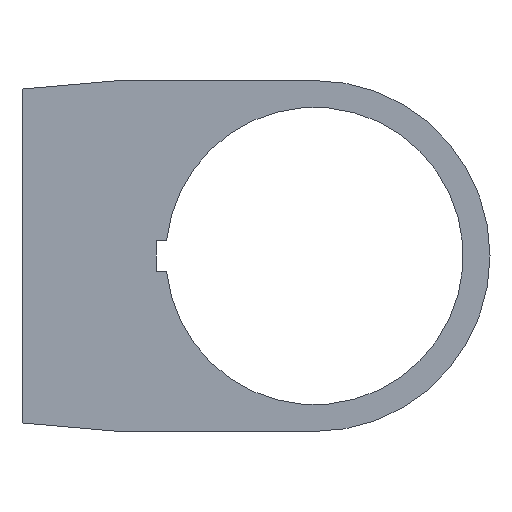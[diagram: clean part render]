
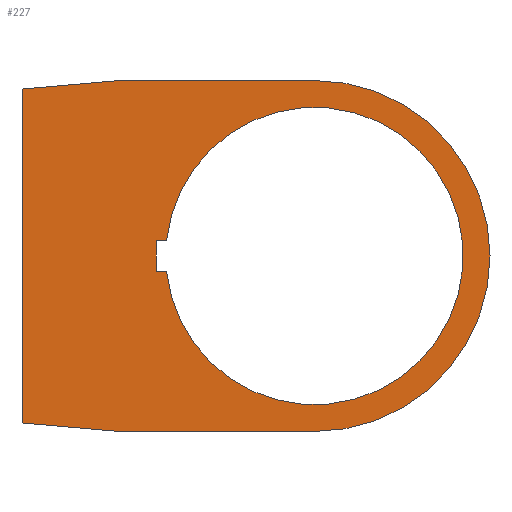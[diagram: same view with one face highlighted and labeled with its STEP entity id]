
A CAD part, left-side view. The second image highlights one B-rep face of the part: STEP entity #227.
In plain terms, the highlighted planar face has unit normal (-1, 0, 0).
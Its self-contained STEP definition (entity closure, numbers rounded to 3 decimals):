
#24=CIRCLE('',#255,18.);
#25=CIRCLE('',#256,15.25);
#36=ORIENTED_EDGE('',*,*,#96,.F.);
#37=ORIENTED_EDGE('',*,*,#97,.F.);
#38=ORIENTED_EDGE('',*,*,#98,.F.);
#39=ORIENTED_EDGE('',*,*,#99,.F.);
#40=ORIENTED_EDGE('',*,*,#100,.F.);
#41=ORIENTED_EDGE('',*,*,#101,.F.);
#42=ORIENTED_EDGE('',*,*,#102,.T.);
#43=ORIENTED_EDGE('',*,*,#103,.T.);
#44=ORIENTED_EDGE('',*,*,#104,.T.);
#45=ORIENTED_EDGE('',*,*,#105,.T.);
#96=EDGE_CURVE('',#126,#127,#144,.T.);
#97=EDGE_CURVE('',#128,#126,#145,.T.);
#98=EDGE_CURVE('',#129,#128,#146,.T.);
#99=EDGE_CURVE('',#130,#129,#147,.T.);
#100=EDGE_CURVE('',#131,#130,#148,.T.);
#101=EDGE_CURVE('',#127,#131,#24,.T.);
#102=EDGE_CURVE('',#132,#133,#149,.T.);
#103=EDGE_CURVE('',#133,#134,#25,.T.);
#104=EDGE_CURVE('',#134,#135,#150,.T.);
#105=EDGE_CURVE('',#135,#132,#151,.T.);
#126=VERTEX_POINT('',#351);
#127=VERTEX_POINT('',#352);
#128=VERTEX_POINT('',#354);
#129=VERTEX_POINT('',#356);
#130=VERTEX_POINT('',#358);
#131=VERTEX_POINT('',#360);
#132=VERTEX_POINT('',#363);
#133=VERTEX_POINT('',#364);
#134=VERTEX_POINT('',#366);
#135=VERTEX_POINT('',#368);
#144=LINE('',#350,#170);
#145=LINE('',#353,#171);
#146=LINE('',#355,#172);
#147=LINE('',#357,#173);
#148=LINE('',#359,#174);
#149=LINE('',#362,#175);
#150=LINE('',#367,#176);
#151=LINE('',#369,#177);
#170=VECTOR('',#285,1000.);
#171=VECTOR('',#286,1000.);
#172=VECTOR('',#287,1000.);
#173=VECTOR('',#288,1000.);
#174=VECTOR('',#289,1000.);
#175=VECTOR('',#292,1000.);
#176=VECTOR('',#295,1000.);
#177=VECTOR('',#296,1000.);
#190=EDGE_LOOP('',(#36,#37,#38,#39,#40,#41));
#191=EDGE_LOOP('',(#42,#43,#44,#45));
#204=FACE_BOUND('',#190,.T.);
#205=FACE_BOUND('',#191,.T.);
#217=PLANE('',#254);
#227=ADVANCED_FACE('',(#204,#205),#217,.F.);
#254=AXIS2_PLACEMENT_3D('',#349,#283,#284);
#255=AXIS2_PLACEMENT_3D('',#361,#290,#291);
#256=AXIS2_PLACEMENT_3D('',#365,#293,#294);
#283=DIRECTION('',(1.,0.,0.));
#284=DIRECTION('',(0.,0.,-1.));
#285=DIRECTION('',(0.,-1.,0.));
#286=DIRECTION('',(0.,-0.996,0.087));
#287=DIRECTION('',(0.,0.,1.));
#288=DIRECTION('',(0.,0.996,0.087));
#289=DIRECTION('',(0.,1.,0.));
#290=DIRECTION('',(1.,0.,0.));
#291=DIRECTION('',(0.,0.,-1.));
#292=DIRECTION('',(0.,-1.,0.));
#293=DIRECTION('',(1.,0.,0.));
#294=DIRECTION('',(0.,0.,-1.));
#295=DIRECTION('',(0.,1.,0.));
#296=DIRECTION('',(0.,0.,1.));
#349=CARTESIAN_POINT('',(0.,0.,0.));
#350=CARTESIAN_POINT('',(0.,20.,18.));
#351=CARTESIAN_POINT('',(0.,20.,18.));
#352=CARTESIAN_POINT('',(0.,0.,18.));
#353=CARTESIAN_POINT('',(0.,30.,17.125));
#354=CARTESIAN_POINT('',(0.,30.,17.125));
#355=CARTESIAN_POINT('',(0.,30.,-17.125));
#356=CARTESIAN_POINT('',(0.,30.,-17.125));
#357=CARTESIAN_POINT('',(0.,20.,-18.));
#358=CARTESIAN_POINT('',(0.,20.,-18.));
#359=CARTESIAN_POINT('',(0.,0.,-18.));
#360=CARTESIAN_POINT('',(0.,0.,-18.));
#361=CARTESIAN_POINT('',(0.,0.,0.));
#362=CARTESIAN_POINT('',(0.,16.25,1.55));
#363=CARTESIAN_POINT('',(0.,16.25,1.55));
#364=CARTESIAN_POINT('',(0.,15.171,1.55));
#365=CARTESIAN_POINT('',(0.,0.,0.));
#366=CARTESIAN_POINT('',(0.,15.171,-1.55));
#367=CARTESIAN_POINT('',(0.,15.171,-1.55));
#368=CARTESIAN_POINT('',(0.,16.25,-1.55));
#369=CARTESIAN_POINT('',(0.,16.25,-1.55));
